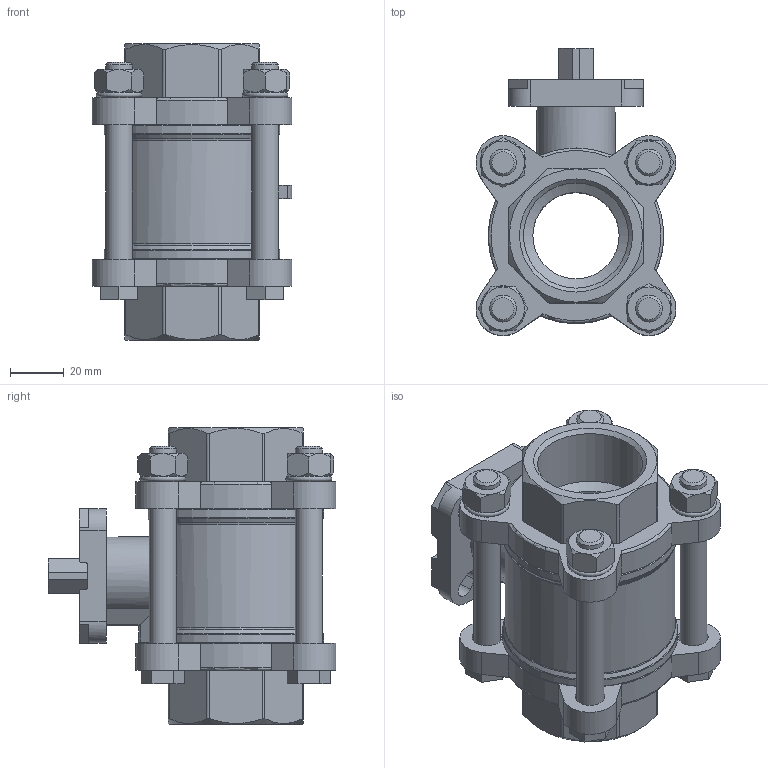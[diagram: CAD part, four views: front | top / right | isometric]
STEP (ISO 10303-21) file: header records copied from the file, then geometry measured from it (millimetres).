
FILE_DESCRIPTION(/* description */ ('STEP AP214'),/* implementation_level */ '2;1');
FILE_NAME(/* name */ '1686641_VZBA-11_4-GG-63-T-22-F0405-V4V4T',/* time_stamp */ '2024-09-18T00:19:18+02:00',/* author */ ('License CC BY-ND 4.0'),/* organization */ ('CADENAS'),/* preprocessor_version */ 'ST-DEVELOPER v19.3',/* originating_system */ 'PARTsolutions',/* authorisation */ ' ');
FILE_SCHEMA (('AUTOMOTIVE_DESIGN {1 0 10303 214 3 1 1}'));
Length unit declared in the file: millimetre
Products named in the file (1): 1686641 VZBA-11/4''-GG-63-T-22-F0405-V4V4T
Bounding box: 74.03 x 106.51 x 110 mm (x, y, z)
Volume: 284646.3 mm3; surface area: 68455.1 mm2
Topology: 1 solids, 1 shells, 334 faces, 834 edges, 532 vertices
Faces by surface type: plane 172, cylinder 79, cone 67, torus 16
Full cylindrical faces by diameter (mm): 10 x8, 11 x9, 15 x1, 32 x1, 32.2 x1, 38.952 x2, 63 x1, 65 x1
Entity records: 9927 total; most frequent: CARTESIAN_POINT 2276, ORIENTED_EDGE 1556, DIRECTION 1514, EDGE_CURVE 778, AXIS2_PLACEMENT_3D 573, VERTEX_POINT 522, EDGE_LOOP 430, FACE_BOUND 430
